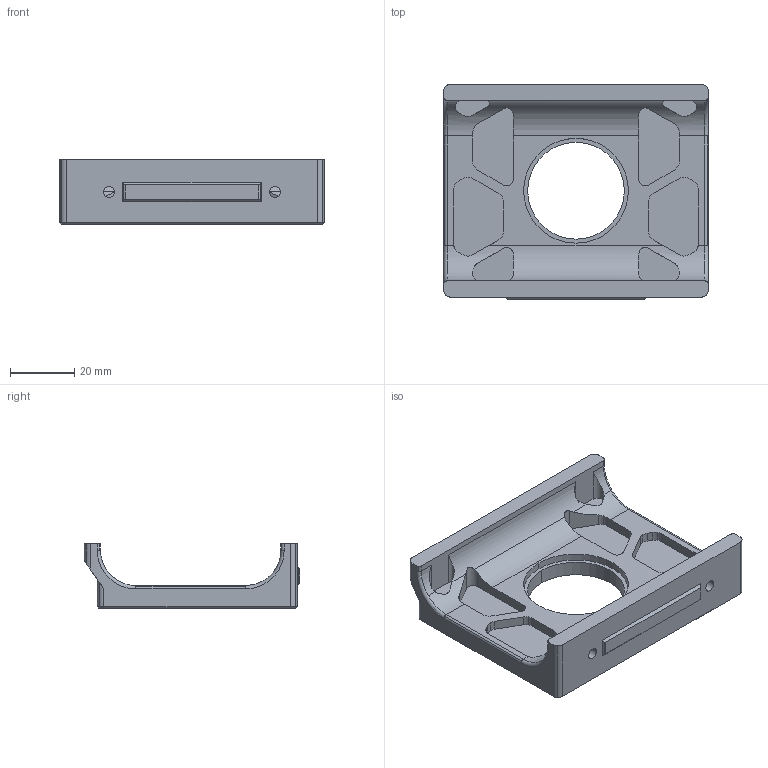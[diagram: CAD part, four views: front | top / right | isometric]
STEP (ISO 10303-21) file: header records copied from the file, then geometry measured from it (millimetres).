
FILE_DESCRIPTION (( 'STEP AP214' ), '1' );
FILE_NAME ('rear_center_skirt_250.STEP', '2024-01-21T02:07:11', ( '' ), ( '' ), 'SwSTEP 2.0', 'SolidWorks 2022', '' );
FILE_SCHEMA (( 'AUTOMOTIVE_DESIGN' ));
Length unit declared in the file: millimetre
Products named in the file (1): rear_center_skirt_250
Bounding box: 82 x 66.8 x 20 mm (x, y, z)
Volume: 38602.9 mm3; surface area: 17105.1 mm2
Topology: 1 solids, 1 shells, 173 faces, 481 edges, 314 vertices
Faces by surface type: cylinder 101, plane 60, cone 8, torus 4
Entity records: 7960 total; most frequent: CARTESIAN_POINT 1640, ORIENTED_EDGE 962, DIRECTION 929, EDGE_CURVE 481, AXIS2_PLACEMENT_3D 342, VERTEX_POINT 314, VECTOR 245, LINE 245
